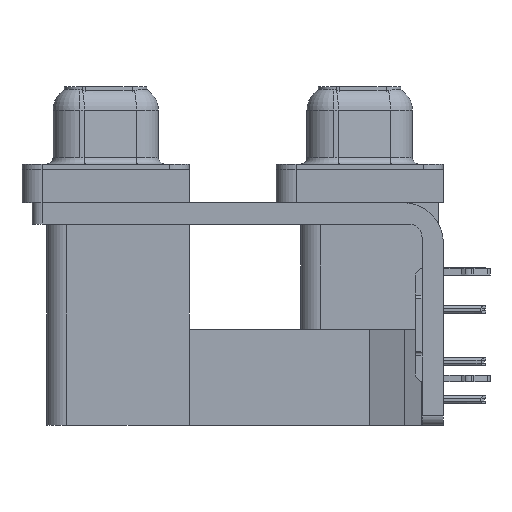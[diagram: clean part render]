
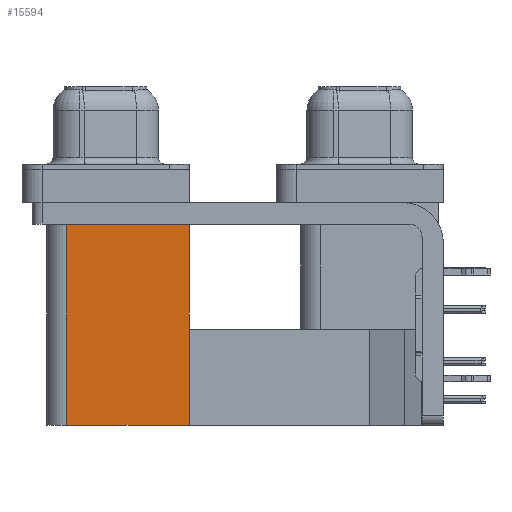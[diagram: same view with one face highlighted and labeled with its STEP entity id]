
A CAD part, left-side view. The second image highlights one B-rep face of the part: STEP entity #15594.
In plain terms, the highlighted planar face has unit normal (-1, 0, 0).
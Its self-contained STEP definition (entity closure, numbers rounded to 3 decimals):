
#1280 = DIRECTION ( 'NONE',  ( 0., 1., 0. ) ) ;
#5515 = DIRECTION ( 'NONE',  ( 0., 1., 0. ) ) ;
#6987 = ORIENTED_EDGE ( 'NONE', *, *, #27887, .T. ) ;
#7617 = VECTOR ( 'NONE', #1280, 1000. ) ;
#8652 = CARTESIAN_POINT ( 'NONE',  ( 3.79, 12.775, -19.2 ) ) ;
#8915 = VECTOR ( 'NONE', #43385, 1000. ) ;
#15336 = CARTESIAN_POINT ( 'NONE',  ( 3.79, 12.775, -19.2 ) ) ;
#15594 = ADVANCED_FACE ( 'NONE', ( #16229 ), #43310, .F. ) ;
#16124 = LINE ( 'NONE', #39815, #28349 ) ;
#16229 = FACE_OUTER_BOUND ( 'NONE', #24294, .T. ) ;
#17222 = VERTEX_POINT ( 'NONE', #20034 ) ;
#18023 = CARTESIAN_POINT ( 'NONE',  ( 3.79, 12.775, -2.5 ) ) ;
#19207 = VERTEX_POINT ( 'NONE', #27241 ) ;
#20034 = CARTESIAN_POINT ( 'NONE',  ( 3.79, 12.775, -2.5 ) ) ;
#20445 = VECTOR ( 'NONE', #35414, 1000. ) ;
#22670 = CARTESIAN_POINT ( 'NONE',  ( 3.79, 21.975, -19.2 ) ) ;
#23016 = DIRECTION ( 'NONE',  ( 0., 1., 0. ) ) ;
#24294 = EDGE_LOOP ( 'NONE', ( #6987, #24377, #38319, #41934 ) ) ;
#24377 = ORIENTED_EDGE ( 'NONE', *, *, #26377, .F. ) ;
#24790 = LINE ( 'NONE', #18023, #7617 ) ;
#25216 = EDGE_CURVE ( 'NONE', #34631, #39580, #16124, .T. ) ;
#25733 = DIRECTION ( 'NONE',  ( 1., 0., 0. ) ) ;
#26377 = EDGE_CURVE ( 'NONE', #39580, #19207, #38808, .T. ) ;
#26403 = CARTESIAN_POINT ( 'NONE',  ( 3.79, 12.775, -19.2 ) ) ;
#26856 = EDGE_CURVE ( 'NONE', #34631, #17222, #29639, .T. ) ;
#27241 = CARTESIAN_POINT ( 'NONE',  ( 3.79, 21.975, -2.5 ) ) ;
#27887 = EDGE_CURVE ( 'NONE', #17222, #19207, #24790, .T. ) ;
#28349 = VECTOR ( 'NONE', #5515, 1000. ) ;
#29639 = LINE ( 'NONE', #8652, #8915 ) ;
#34631 = VERTEX_POINT ( 'NONE', #26403 ) ;
#35414 = DIRECTION ( 'NONE',  ( 0., 0., 1. ) ) ;
#36334 = AXIS2_PLACEMENT_3D ( 'NONE', #15336, #25733, #23016 ) ;
#38319 = ORIENTED_EDGE ( 'NONE', *, *, #25216, .F. ) ;
#38808 = LINE ( 'NONE', #42400, #20445 ) ;
#39580 = VERTEX_POINT ( 'NONE', #22670 ) ;
#39815 = CARTESIAN_POINT ( 'NONE',  ( 3.79, 12.775, -19.2 ) ) ;
#41934 = ORIENTED_EDGE ( 'NONE', *, *, #26856, .T. ) ;
#42400 = CARTESIAN_POINT ( 'NONE',  ( 3.79, 21.975, -19.2 ) ) ;
#43310 = PLANE ( 'NONE',  #36334 ) ;
#43385 = DIRECTION ( 'NONE',  ( 0., 0., 1. ) ) ;
